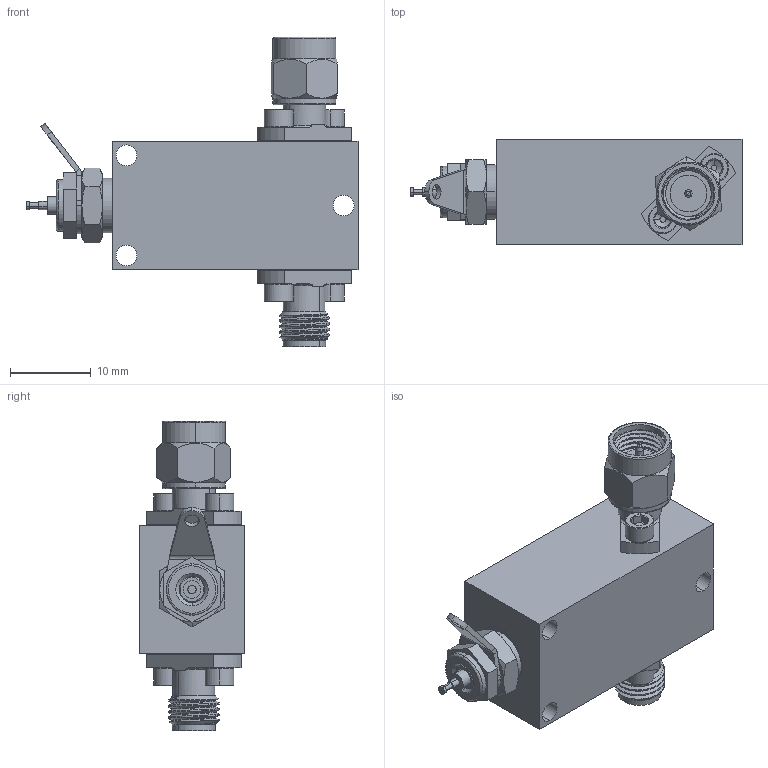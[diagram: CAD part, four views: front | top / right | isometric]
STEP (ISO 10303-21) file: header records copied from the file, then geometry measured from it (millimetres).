
FILE_DESCRIPTION (( 'STEP AP214' ), '1' );
FILE_NAME ('FMBT1641_3D.STEP', '2022-06-26T05:52:51', ( '' ), ( '' ), 'SwSTEP 2.0', 'SolidWorks 2021', '' );
FILE_SCHEMA (( 'AUTOMOTIVE_DESIGN' ));
Length unit declared in the file: inch
Products named in the file (13): Copy of 120-0046^PE1641; Copy of SMA FEMALE 2-HOLE 103-4112^PE1641; Copy of 286-0009-00^PE1641; Copy of 286-0009-NUT^Copy of 286-0009-00_PE1641; FMBT1641_3D; Copy of 286-0009-INSULATOR^Copy of 286-0009-00_PE1641; Copy of 010-101X_010-1012-00^PE1641; Copy of SMA MALE 2-HOLE 103-4111^PE1641; Copy of 286-0009-HOUSING^Copy of 286-0009-00_PE1641; Copy of 286-0009-LUG^Copy of 286-0009-00_PE1641; Copy of SMA COUPLING NUT_108-0010-00^PE1641; Copy of 286-0009-CENTER CONDUCTOR^Copy of 286-0009-00_PE1641; Copy of 120-0038^PE1641
Assembly tree (15 placements, depth 3):
  FMBT1641_3D
    Copy of 120-0038^PE1641
    Copy of 120-0046^PE1641
    Copy of SMA FEMALE 2-HOLE 103-4112^PE1641
    Copy of SMA MALE 2-HOLE 103-4111^PE1641
    Copy of 010-101X_010-1012-00^PE1641  x4
    Copy of SMA COUPLING NUT_108-0010-00^PE1641
    Copy of 286-0009-00^PE1641
      Copy of 286-0009-HOUSING^Copy of 286-0009-00_PE1641
      Copy of 286-0009-INSULATOR^Copy of 286-0009-00_PE1641
      Copy of 286-0009-CENTER CONDUCTOR^Copy of 286-0009-00_PE1641
      Copy of 286-0009-LUG^Copy of 286-0009-00_PE1641
      Copy of 286-0009-NUT^Copy of 286-0009-00_PE1641
Bounding box: 41.15 x 13.08 x 38.38 mm (x, y, z)
Volume: 7272.3 mm3; surface area: 5681.1 mm2
Topology: 14 solids, 14 shells, 843 faces, 1897 edges, 1114 vertices
Faces by surface type: cylinder 371, cone 277, plane 163, bspline 32
Entity records: 17587 total; most frequent: CARTESIAN_POINT 6313, ORIENTED_EDGE 2312, DIRECTION 2169, EDGE_CURVE 1156, AXIS2_PLACEMENT_3D 859, VERTEX_POINT 718, EDGE_LOOP 538, ADVANCED_FACE 486
